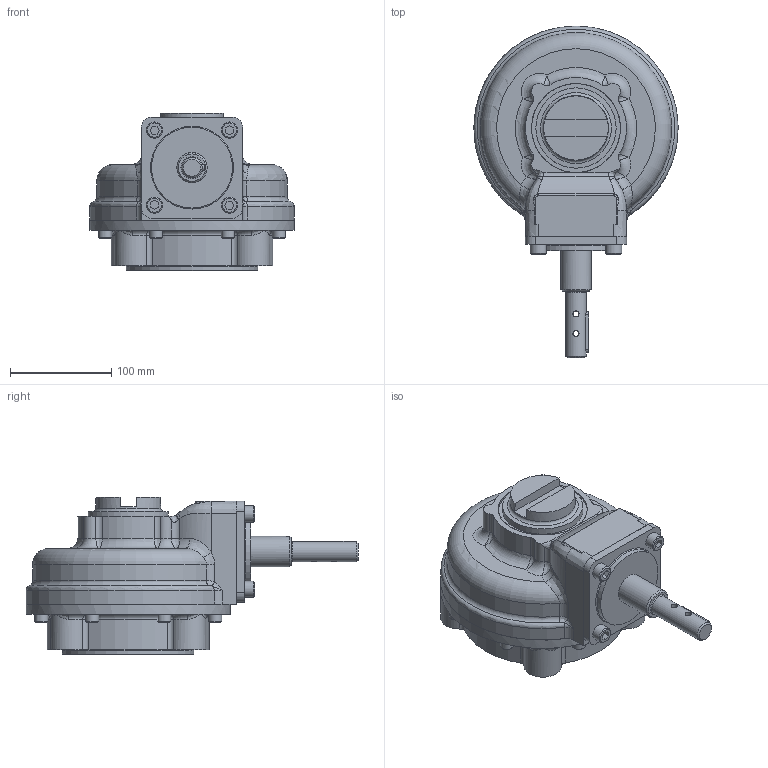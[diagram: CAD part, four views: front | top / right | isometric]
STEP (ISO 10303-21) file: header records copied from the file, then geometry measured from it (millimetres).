
FILE_DESCRIPTION( ( 'Unknown' ), '1' );
FILE_NAME( 'PUB-HOB5-F16.stp', 'Unknown', ( 'Unknown' ), ( 'Unknown' ), 'PSStep 16.0.42', 'Unknown', ' ' );
FILE_SCHEMA( ( 'AUTOMOTIVE_DESIGN { 1 0 10303 214 1 1 1 1 }' ) );
Length unit declared in the file: millimetre
Products named in the file (21): 1; 2; 3; 4; 5; 6; 7; 8; 9; 10; 11; 12; 13; 14; 15; 16; 17; 18; 19; 20; IB4A535-1
Bounding box: 202 x 328.27 x 155.55 mm (x, y, z)
Surface area: 207727 mm2 (no closed solid volume)
Topology: 0 solids, 315 shells, 315 faces, 1487 edges, 1406 vertices
Faces by surface type: plane 134, cylinder 79, bspline 40, torus 31, cone 23, sphere 8
Full cylindrical faces by diameter (mm): 6 x2, 13 x8, 16 x4, 17.294 x4, 20 x1, 30 x1, 70 x1, 79.375 x1, 80 x1, 88 x1, 129.925 x1, 139.955 x1, 202 x1
Entity records: 28247 total; most frequent: CARTESIAN_POINT 14759, DIRECTION 2318, VERTEX_POINT 1384, ORIENTED_EDGE 1380, EDGE_CURVE 1380, AXIS2_PLACEMENT_3D 844, LINE 630, VECTOR 630
